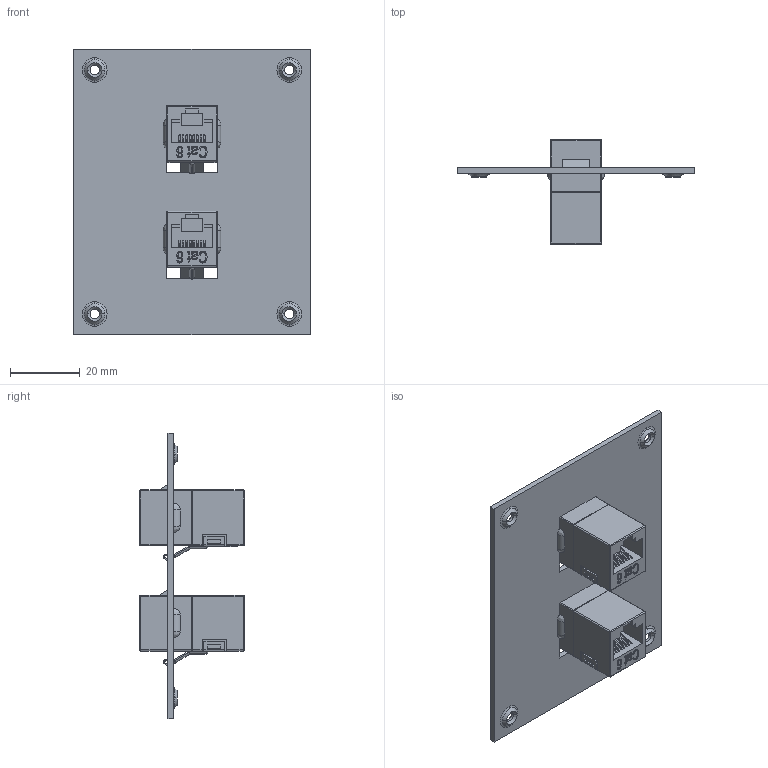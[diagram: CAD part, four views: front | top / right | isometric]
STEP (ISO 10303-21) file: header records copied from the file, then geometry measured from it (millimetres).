
FILE_DESCRIPTION (( 'STEP AP203' ), '1' );
FILE_NAME ('USP2SMC6B.STEP', '2014-11-13T13:15:31', ( 'x' ), ( '' ), 'SwSTEP 2.0', 'SolidWorks 2014', '' );
FILE_SCHEMA (( 'CONFIG_CONTROL_DESIGN' ));
Length unit declared in the file: inch
Products named in the file (3): 1AR03-003; TDG1026KS-C6_New Logo - Latch Depressed; USP2SMC6B
Assembly tree (3 placements, depth 2):
  USP2SMC6B
    1AR03-003
    TDG1026KS-C6_New Logo - Latch Depressed  x2
Bounding box: 68.07 x 30 x 82.04 mm (x, y, z)
Volume: 17942.8 mm3; surface area: 18001.8 mm2
Topology: 3 solids, 3 shells, 892 faces, 2468 edges, 1600 vertices
Faces by surface type: plane 466, bspline 280, cylinder 84, cone 24, torus 22, sphere 16
Entity records: 20760 total; most frequent: CARTESIAN_POINT 8953, ORIENTED_EDGE 2616, DIRECTION 1971, EDGE_CURVE 1308, VERTEX_POINT 856, VECTOR 839, LINE 839, AXIS2_PLACEMENT_3D 566
